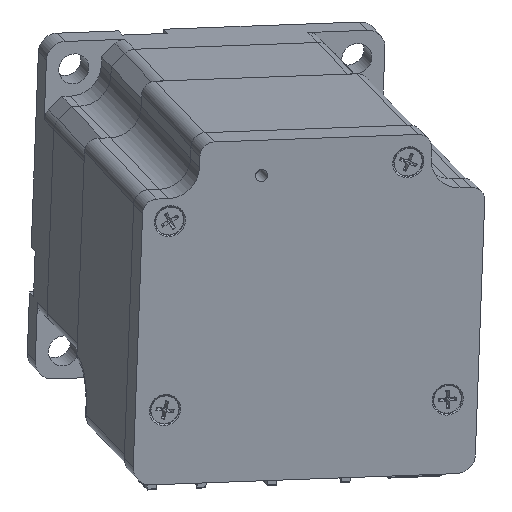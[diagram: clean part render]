
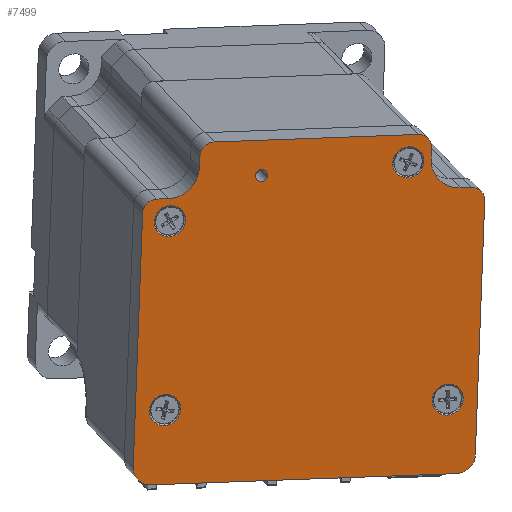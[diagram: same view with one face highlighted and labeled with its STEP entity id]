
A CAD part, front view. The second image highlights one B-rep face of the part: STEP entity #7499.
In plain terms, the highlighted planar face has unit normal (0.257, -0.929, -0.268).
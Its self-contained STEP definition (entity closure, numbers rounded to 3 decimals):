
#6382=CARTESIAN_POINT('',(21.621,88.528,-136.755));
#6383=VERTEX_POINT('',#6382);
#6384=CARTESIAN_POINT('',(20.656,88.271,-136.791));
#6385=DIRECTION('',(-0.257,0.929,0.268));
#6386=DIRECTION('',(-0.966,-0.257,-0.036));
#6387=AXIS2_PLACEMENT_3D('',#6384,#6385,#6386);
#6388=CIRCLE('',#6387,1.);
#6389=EDGE_CURVE('',#6383,#6383,#6388,.T.);
#6593=CARTESIAN_POINT('',(41.779,93.524,-134.76));
#6594=VERTEX_POINT('',#6593);
#6595=CARTESIAN_POINT('',(44.29,94.191,-134.667));
#6596=DIRECTION('',(-0.257,0.929,0.268));
#6597=DIRECTION('',(-0.966,-0.257,-0.036));
#6598=AXIS2_PLACEMENT_3D('',#6595,#6596,#6597);
#6599=CIRCLE('',#6598,2.6);
#6600=EDGE_CURVE('',#6594,#6594,#6599,.T.);
#6667=CARTESIAN_POINT('',(3.403,85.647,-144.233));
#6668=VERTEX_POINT('',#6667);
#6669=CARTESIAN_POINT('',(5.914,86.315,-144.14));
#6670=DIRECTION('',(-0.257,0.929,0.268));
#6671=DIRECTION('',(-0.966,-0.257,-0.036));
#6672=AXIS2_PLACEMENT_3D('',#6669,#6670,#6671);
#6673=CIRCLE('',#6672,2.6);
#6674=EDGE_CURVE('',#6668,#6668,#6673,.T.);
#6741=CARTESIAN_POINT('',(2.618,94.188,-174.621));
#6742=VERTEX_POINT('',#6741);
#6743=CARTESIAN_POINT('',(5.129,94.855,-174.529));
#6744=DIRECTION('',(-0.257,0.929,0.268));
#6745=DIRECTION('',(0.966,0.257,0.036));
#6746=AXIS2_PLACEMENT_3D('',#6743,#6744,#6745);
#6747=CIRCLE('',#6746,2.6);
#6748=EDGE_CURVE('',#6742,#6742,#6747,.T.);
#6797=CARTESIAN_POINT('',(48.109,106.277,-172.944));
#6798=VERTEX_POINT('',#6797);
#6799=CARTESIAN_POINT('',(50.621,106.944,-172.851));
#6800=DIRECTION('',(-0.257,0.929,0.268));
#6801=DIRECTION('',(0.966,0.257,0.036));
#6802=AXIS2_PLACEMENT_3D('',#6799,#6800,#6801);
#6803=CIRCLE('',#6802,2.6);
#6804=EDGE_CURVE('',#6798,#6798,#6803,.T.);
#6844=CARTESIAN_POINT('',(52.061,110.776,-184.768));
#6845=VERTEX_POINT('',#6844);
#6852=CARTESIAN_POINT('',(2.803,97.686,-186.585));
#6853=VERTEX_POINT('',#6852);
#6854=CARTESIAN_POINT('',(52.061,110.776,-184.768));
#6855=DIRECTION('',(-0.966,-0.257,-0.036));
#6856=VECTOR('',#6855,51.);
#6857=LINE('',#6854,#6856);
#6858=EDGE_CURVE('',#6845,#6853,#6857,.T.);
#6994=CARTESIAN_POINT('',(0.012,96.113,-183.803));
#6995=VERTEX_POINT('',#6994);
#6996=CARTESIAN_POINT('',(2.91,96.883,-183.696));
#6997=DIRECTION('',(0.257,-0.929,-0.268));
#6998=DIRECTION('',(-0.966,-0.257,-0.036));
#6999=AXIS2_PLACEMENT_3D('',#6996,#6997,#6998);
#7000=CIRCLE('',#6999,3.);
#7001=EDGE_CURVE('',#6995,#6853,#7000,.T.);
#7028=CARTESIAN_POINT('',(1.526,84.739,-142.881));
#7029=VERTEX_POINT('',#7028);
#7030=CARTESIAN_POINT('',(0.012,96.113,-183.803));
#7031=DIRECTION('',(0.036,-0.268,0.963));
#7032=VECTOR('',#7031,42.5);
#7033=LINE('',#7030,#7032);
#7034=EDGE_CURVE('',#6995,#7029,#7033,.T.);
#7068=CARTESIAN_POINT('',(3.829,84.714,-140.585));
#7069=VERTEX_POINT('',#7068);
#7070=CARTESIAN_POINT('',(3.747,85.329,-142.799));
#7071=DIRECTION('',(0.257,-0.929,-0.268));
#7072=DIRECTION('',(0.036,-0.268,0.963));
#7073=AXIS2_PLACEMENT_3D('',#7070,#7071,#7072);
#7074=CIRCLE('',#7073,2.3);
#7075=EDGE_CURVE('',#7069,#7029,#7074,.T.);
#7093=CARTESIAN_POINT('',(5.664,85.202,-140.517));
#7094=VERTEX_POINT('',#7093);
#7108=CARTESIAN_POINT('',(3.829,84.714,-140.585));
#7109=DIRECTION('',(0.966,0.257,0.036));
#7110=VECTOR('',#7109,1.9);
#7111=LINE('',#7108,#7110);
#7112=EDGE_CURVE('',#7069,#7094,#7111,.T.);
#7123=CARTESIAN_POINT('',(10.671,85.147,-135.524));
#7124=VERTEX_POINT('',#7123);
#7125=CARTESIAN_POINT('',(5.842,83.863,-135.703));
#7126=DIRECTION('',(-0.257,0.929,0.268));
#7127=DIRECTION('',(0.966,0.257,0.036));
#7128=AXIS2_PLACEMENT_3D('',#7125,#7126,#7127);
#7129=CIRCLE('',#7128,5.);
#7130=EDGE_CURVE('',#7124,#7094,#7129,.T.);
#7156=CARTESIAN_POINT('',(10.739,84.638,-133.695));
#7157=VERTEX_POINT('',#7156);
#7158=CARTESIAN_POINT('',(10.739,84.638,-133.695));
#7159=DIRECTION('',(-0.036,0.268,-0.963));
#7160=VECTOR('',#7159,1.9);
#7161=LINE('',#7158,#7160);
#7162=EDGE_CURVE('',#7157,#7124,#7161,.T.);
#7186=CARTESIAN_POINT('',(13.042,84.613,-131.399));
#7187=VERTEX_POINT('',#7186);
#7188=CARTESIAN_POINT('',(12.96,85.229,-133.613));
#7189=DIRECTION('',(0.257,-0.929,-0.268));
#7190=DIRECTION('',(0.036,-0.268,0.963));
#7191=AXIS2_PLACEMENT_3D('',#7188,#7189,#7190);
#7192=CIRCLE('',#7191,2.3);
#7193=EDGE_CURVE('',#7187,#7157,#7192,.T.);
#7220=CARTESIAN_POINT('',(45.881,93.34,-130.188));
#7221=VERTEX_POINT('',#7220);
#7222=CARTESIAN_POINT('',(13.042,84.613,-131.399));
#7223=DIRECTION('',(0.966,0.257,0.036));
#7224=VECTOR('',#7223,34.);
#7225=LINE('',#7222,#7224);
#7226=EDGE_CURVE('',#7187,#7221,#7225,.T.);
#7260=CARTESIAN_POINT('',(48.021,94.546,-132.32));
#7261=VERTEX_POINT('',#7260);
#7262=CARTESIAN_POINT('',(45.799,93.955,-132.402));
#7263=DIRECTION('',(0.257,-0.929,-0.268));
#7264=DIRECTION('',(0.966,0.257,0.036));
#7265=AXIS2_PLACEMENT_3D('',#7262,#7263,#7264);
#7266=CIRCLE('',#7265,2.3);
#7267=EDGE_CURVE('',#7261,#7221,#7266,.T.);
#7285=CARTESIAN_POINT('',(47.953,95.054,-134.15));
#7286=VERTEX_POINT('',#7285);
#7300=CARTESIAN_POINT('',(48.021,94.546,-132.32));
#7301=DIRECTION('',(-0.036,0.268,-0.963));
#7302=VECTOR('',#7301,1.9);
#7303=LINE('',#7300,#7302);
#7304=EDGE_CURVE('',#7261,#7286,#7303,.T.);
#7315=CARTESIAN_POINT('',(52.604,97.676,-138.786));
#7316=VERTEX_POINT('',#7315);
#7317=CARTESIAN_POINT('',(52.782,96.337,-133.972));
#7318=DIRECTION('',(-0.257,0.929,0.268));
#7319=DIRECTION('',(-0.036,0.268,-0.963));
#7320=AXIS2_PLACEMENT_3D('',#7317,#7318,#7319);
#7321=CIRCLE('',#7320,5.);
#7322=EDGE_CURVE('',#7316,#7286,#7321,.T.);
#7348=CARTESIAN_POINT('',(54.439,98.163,-138.718));
#7349=VERTEX_POINT('',#7348);
#7350=CARTESIAN_POINT('',(54.439,98.163,-138.718));
#7351=DIRECTION('',(-0.966,-0.257,-0.036));
#7352=VECTOR('',#7351,1.9);
#7353=LINE('',#7350,#7352);
#7354=EDGE_CURVE('',#7349,#7316,#7353,.T.);
#7378=CARTESIAN_POINT('',(56.579,99.369,-140.851));
#7379=VERTEX_POINT('',#7378);
#7380=CARTESIAN_POINT('',(54.357,98.779,-140.933));
#7381=DIRECTION('',(0.257,-0.929,-0.268));
#7382=DIRECTION('',(0.966,0.257,0.036));
#7383=AXIS2_PLACEMENT_3D('',#7380,#7381,#7382);
#7384=CIRCLE('',#7383,2.3);
#7385=EDGE_CURVE('',#7379,#7349,#7384,.T.);
#7413=CARTESIAN_POINT('',(55.065,110.743,-181.773));
#7414=VERTEX_POINT('',#7413);
#7428=CARTESIAN_POINT('',(56.579,99.369,-140.851));
#7429=DIRECTION('',(-0.036,0.268,-0.963));
#7430=VECTOR('',#7429,42.5);
#7431=LINE('',#7428,#7430);
#7432=EDGE_CURVE('',#7379,#7414,#7431,.T.);
#7442=CARTESIAN_POINT('',(52.168,109.973,-181.88));
#7443=DIRECTION('',(0.257,-0.929,-0.268));
#7444=DIRECTION('',(-0.036,0.268,-0.963));
#7445=AXIS2_PLACEMENT_3D('',#7442,#7443,#7444);
#7446=CIRCLE('',#7445,3.);
#7447=EDGE_CURVE('',#6845,#7414,#7446,.T.);
#7461=CARTESIAN_POINT('',(28.447,96.604,-158.235));
#7462=DIRECTION('',(-0.257,0.929,0.268));
#7463=DIRECTION('',(0.036,-0.268,0.963));
#7464=AXIS2_PLACEMENT_3D('',#7461,#7462,#7463);
#7465=PLANE('',#7464);
#7466=ORIENTED_EDGE('',*,*,#7447,.T.);
#7467=ORIENTED_EDGE('',*,*,#7432,.F.);
#7468=ORIENTED_EDGE('',*,*,#7385,.T.);
#7469=ORIENTED_EDGE('',*,*,#7354,.T.);
#7470=ORIENTED_EDGE('',*,*,#7322,.T.);
#7471=ORIENTED_EDGE('',*,*,#7304,.F.);
#7472=ORIENTED_EDGE('',*,*,#7267,.T.);
#7473=ORIENTED_EDGE('',*,*,#7226,.F.);
#7474=ORIENTED_EDGE('',*,*,#7193,.T.);
#7475=ORIENTED_EDGE('',*,*,#7162,.T.);
#7476=ORIENTED_EDGE('',*,*,#7130,.T.);
#7477=ORIENTED_EDGE('',*,*,#7112,.F.);
#7478=ORIENTED_EDGE('',*,*,#7075,.T.);
#7479=ORIENTED_EDGE('',*,*,#7034,.F.);
#7480=ORIENTED_EDGE('',*,*,#7001,.T.);
#7481=ORIENTED_EDGE('',*,*,#6858,.F.);
#7482=EDGE_LOOP('',(#7466,#7467,#7468,#7469,#7470,#7471,#7472,#7473,#7474,#7475,#7476,#7477,#7478,#7479,#7480,#7481));
#7483=FACE_OUTER_BOUND('',#7482,.T.);
#7484=ORIENTED_EDGE('',*,*,#6600,.T.);
#7485=EDGE_LOOP('',(#7484));
#7486=FACE_BOUND('',#7485,.T.);
#7487=ORIENTED_EDGE('',*,*,#6804,.T.);
#7488=EDGE_LOOP('',(#7487));
#7489=FACE_BOUND('',#7488,.T.);
#7490=ORIENTED_EDGE('',*,*,#6748,.T.);
#7491=EDGE_LOOP('',(#7490));
#7492=FACE_BOUND('',#7491,.T.);
#7493=ORIENTED_EDGE('',*,*,#6674,.T.);
#7494=EDGE_LOOP('',(#7493));
#7495=FACE_BOUND('',#7494,.T.);
#7496=ORIENTED_EDGE('',*,*,#6389,.T.);
#7497=EDGE_LOOP('',(#7496));
#7498=FACE_BOUND('',#7497,.T.);
#7499=ADVANCED_FACE('',(#7483,#7486,#7489,#7492,#7495,#7498),#7465,.F.);
